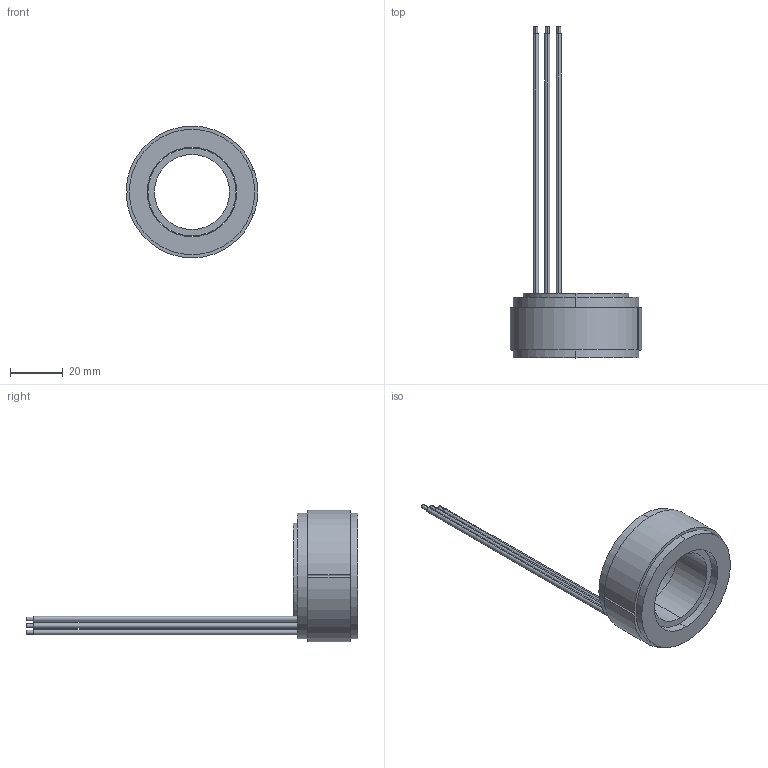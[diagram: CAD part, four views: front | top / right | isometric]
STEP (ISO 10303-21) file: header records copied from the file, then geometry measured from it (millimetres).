
FILE_DESCRIPTION (( 'STEP AP203' ), '1' );
FILE_NAME ('BS5016外形图3D.STEP', '2024-07-29T03:21:59', ( '个人用户' ), ( '微软中国' ), 'SwSTEP 2.0', 'SolidWorks 2010', '' );
FILE_SCHEMA (( 'CONFIG_CONTROL_DESIGN' ));
Length unit declared in the file: millimetre
Products named in the file (1): BS5016俋倛芞3D
Bounding box: 49.99 x 126 x 50 mm (x, y, z)
Volume: 28264.6 mm3; surface area: 14016.5 mm2
Topology: 2 solids, 2 shells, 44 faces, 93 edges, 62 vertices
Faces by surface type: cylinder 31, plane 13
Entity records: 1302 total; most frequent: DIRECTION 245, CARTESIAN_POINT 200, ORIENTED_EDGE 186, AXIS2_PLACEMENT_3D 107, EDGE_CURVE 93, CIRCLE 62, VERTEX_POINT 62, EDGE_LOOP 57
